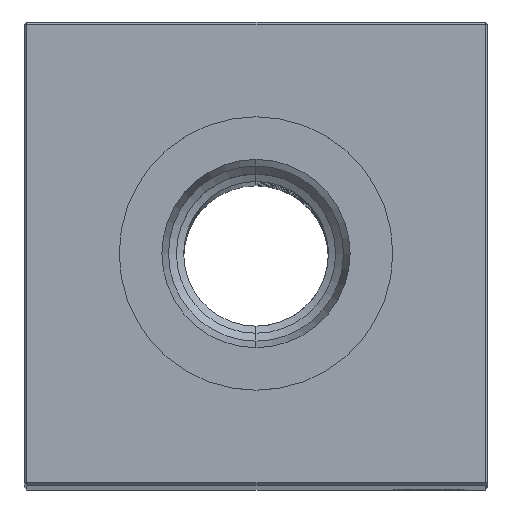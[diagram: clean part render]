
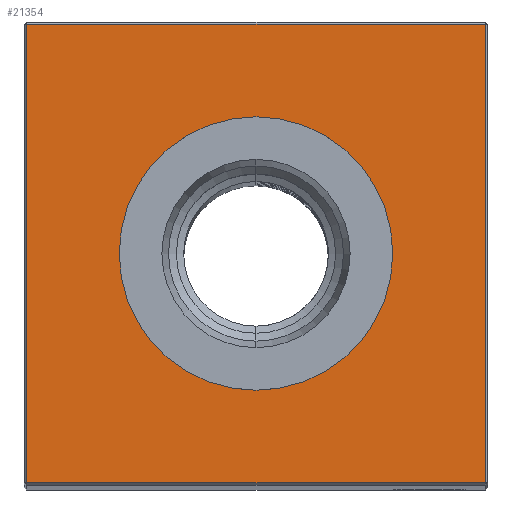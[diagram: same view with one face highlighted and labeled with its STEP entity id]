
A CAD part, top view. The second image highlights one B-rep face of the part: STEP entity #21354.
In plain terms, the highlighted planar face has unit normal (0, 0, 1).
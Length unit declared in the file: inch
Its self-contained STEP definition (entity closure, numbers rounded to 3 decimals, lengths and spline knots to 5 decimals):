
#174 = PLANE ( 'NONE',  #2950 ) ;
#244 = CARTESIAN_POINT ( 'NONE',  ( 0., 0.59055, 12.25 ) ) ;
#1002 = ORIENTED_EDGE ( 'NONE', *, *, #16463, .T. ) ;
#1094 = EDGE_CURVE ( 'NONE', #1572, #2155, #26885, .T. ) ;
#1572 = VERTEX_POINT ( 'NONE', #22713 ) ;
#2155 = VERTEX_POINT ( 'NONE', #19418 ) ;
#2950 = AXIS2_PLACEMENT_3D ( 'NONE', #6392, #25437, #8513 ) ;
#3118 = DIRECTION ( 'NONE',  ( 0., 0., -1. ) ) ;
#3937 = VERTEX_POINT ( 'NONE', #244 ) ;
#3972 = VECTOR ( 'NONE', #19860, 39.37008 ) ;
#4250 = VECTOR ( 'NONE', #13627, 39.37008 ) ;
#4644 = LINE ( 'NONE', #13381, #22435 ) ;
#4750 = LINE ( 'NONE', #11361, #21768 ) ;
#5166 = CARTESIAN_POINT ( 'NONE',  ( -0.99, 0., 12.25 ) ) ;
#5424 = CARTESIAN_POINT ( 'NONE',  ( 0.99, -0.99, 12.25 ) ) ;
#6233 = DIRECTION ( 'NONE',  ( 0., 0., -1. ) ) ;
#6392 = CARTESIAN_POINT ( 'NONE',  ( 0., 0., 12.25 ) ) ;
#6829 = VERTEX_POINT ( 'NONE', #5424 ) ;
#6899 = LINE ( 'NONE', #23968, #3972 ) ;
#8513 = DIRECTION ( 'NONE',  ( -1., 0., 0. ) ) ;
#9814 = CARTESIAN_POINT ( 'NONE',  ( 0.99, 0.99, 12.25 ) ) ;
#10449 = ORIENTED_EDGE ( 'NONE', *, *, #1094, .T. ) ;
#10456 = CARTESIAN_POINT ( 'NONE',  ( 0., 0., 12.25 ) ) ;
#10731 = AXIS2_PLACEMENT_3D ( 'NONE', #10456, #6233, #14836 ) ;
#11361 = CARTESIAN_POINT ( 'NONE',  ( 0., -0.99, 12.25 ) ) ;
#11505 = CARTESIAN_POINT ( 'NONE',  ( 0., -0.59055, 12.25 ) ) ;
#11717 = CARTESIAN_POINT ( 'NONE',  ( 0., 0., 12.25 ) ) ;
#12088 = CIRCLE ( 'NONE', #21988, 0.59055 ) ;
#13381 = CARTESIAN_POINT ( 'NONE',  ( 0., 0.99, 12.25 ) ) ;
#13627 = DIRECTION ( 'NONE',  ( 0., -1., 0. ) ) ;
#14179 = ORIENTED_EDGE ( 'NONE', *, *, #16267, .T. ) ;
#14836 = DIRECTION ( 'NONE',  ( -1., 0., 0. ) ) ;
#15486 = EDGE_CURVE ( 'NONE', #26223, #1572, #4644, .T. ) ;
#16067 = EDGE_CURVE ( 'NONE', #23261, #3937, #21106, .T. ) ;
#16267 = EDGE_CURVE ( 'NONE', #3937, #23261, #12088, .T. ) ;
#16463 = EDGE_CURVE ( 'NONE', #6829, #26223, #6899, .T. ) ;
#17478 = DIRECTION ( 'NONE',  ( -1., 0., 0. ) ) ;
#17713 = DIRECTION ( 'NONE',  ( 1., 0., 0. ) ) ;
#18886 = ORIENTED_EDGE ( 'NONE', *, *, #15486, .T. ) ;
#19418 = CARTESIAN_POINT ( 'NONE',  ( -0.99, -0.99, 12.25 ) ) ;
#19860 = DIRECTION ( 'NONE',  ( 0., 1., 0. ) ) ;
#20180 = EDGE_CURVE ( 'NONE', #2155, #6829, #4750, .T. ) ;
#21076 = ORIENTED_EDGE ( 'NONE', *, *, #20180, .T. ) ;
#21106 = CIRCLE ( 'NONE', #10731, 0.59055 ) ;
#21354 = ADVANCED_FACE ( 'NONE', ( #23452, #23601 ), #174, .F. ) ;
#21768 = VECTOR ( 'NONE', #17713, 39.37008 ) ;
#21910 = EDGE_LOOP ( 'NONE', ( #10449, #21076, #1002, #18886 ) ) ;
#21988 = AXIS2_PLACEMENT_3D ( 'NONE', #11717, #3118, #24840 ) ;
#22435 = VECTOR ( 'NONE', #17478, 39.37008 ) ;
#22713 = CARTESIAN_POINT ( 'NONE',  ( -0.99, 0.99, 12.25 ) ) ;
#23261 = VERTEX_POINT ( 'NONE', #11505 ) ;
#23452 = FACE_OUTER_BOUND ( 'NONE', #21910, .T. ) ;
#23601 = FACE_BOUND ( 'NONE', #25572, .T. ) ;
#23968 = CARTESIAN_POINT ( 'NONE',  ( 0.99, 0., 12.25 ) ) ;
#24695 = ORIENTED_EDGE ( 'NONE', *, *, #16067, .T. ) ;
#24840 = DIRECTION ( 'NONE',  ( -1., 0., 0. ) ) ;
#25437 = DIRECTION ( 'NONE',  ( 0., 0., -1. ) ) ;
#25572 = EDGE_LOOP ( 'NONE', ( #14179, #24695 ) ) ;
#26223 = VERTEX_POINT ( 'NONE', #9814 ) ;
#26885 = LINE ( 'NONE', #5166, #4250 ) ;
